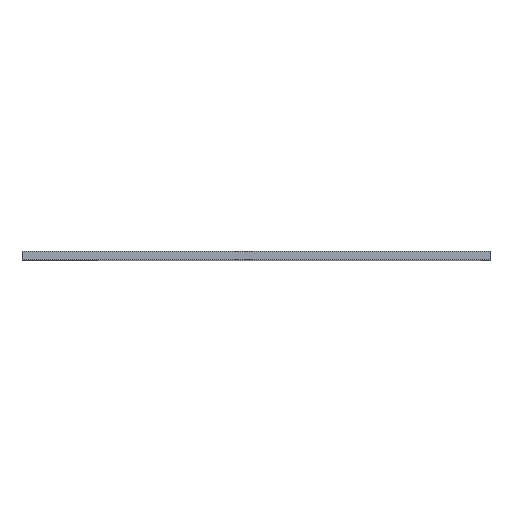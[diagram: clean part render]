
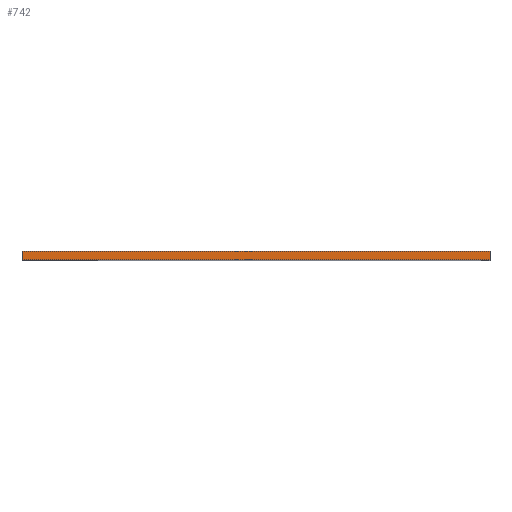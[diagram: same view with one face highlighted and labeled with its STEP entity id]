
A CAD part, top view. The second image highlights one B-rep face of the part: STEP entity #742.
In plain terms, the highlighted planar face has unit normal (0, 0, 1).
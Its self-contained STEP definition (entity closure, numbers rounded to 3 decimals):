
#3 = CARTESIAN_POINT ( 'NONE',  ( 55., 0., 89.698 ) ) ;
#10 = ORIENTED_EDGE ( 'NONE', *, *, #962, .T. ) ;
#12 = VERTEX_POINT ( 'NONE', #3 ) ;
#30 = EDGE_CURVE ( 'NONE', #942, #189, #307, .T. ) ;
#42 = CARTESIAN_POINT ( 'NONE',  ( -55., 0., 89.698 ) ) ;
#54 = VERTEX_POINT ( 'NONE', #407 ) ;
#118 = CARTESIAN_POINT ( 'NONE',  ( -55., -2., 89.698 ) ) ;
#189 = VERTEX_POINT ( 'NONE', #42 ) ;
#307 = LINE ( 'NONE', #555, #601 ) ;
#321 = LINE ( 'NONE', #892, #477 ) ;
#395 = DIRECTION ( 'NONE',  ( 0., 0., 1. ) ) ;
#407 = CARTESIAN_POINT ( 'NONE',  ( 55., -2., 89.698 ) ) ;
#418 = ORIENTED_EDGE ( 'NONE', *, *, #976, .T. ) ;
#444 = AXIS2_PLACEMENT_3D ( 'NONE', #858, #395, #633 ) ;
#477 = VECTOR ( 'NONE', #817, 1000. ) ;
#545 = DIRECTION ( 'NONE',  ( 0., 1., 0. ) ) ;
#555 = CARTESIAN_POINT ( 'NONE',  ( -55., -2., 89.698 ) ) ;
#579 = EDGE_LOOP ( 'NONE', ( #816, #697, #418, #10 ) ) ;
#601 = VECTOR ( 'NONE', #545, 1000. ) ;
#625 = VECTOR ( 'NONE', #740, 1000. ) ;
#633 = DIRECTION ( 'NONE',  ( 1., 0., 0. ) ) ;
#671 = LINE ( 'NONE', #909, #823 ) ;
#697 = ORIENTED_EDGE ( 'NONE', *, *, #30, .F. ) ;
#740 = DIRECTION ( 'NONE',  ( 1., 0., 0. ) ) ;
#742 = ADVANCED_FACE ( 'NONE', ( #920 ), #863, .T. ) ;
#816 = ORIENTED_EDGE ( 'NONE', *, *, #1002, .F. ) ;
#817 = DIRECTION ( 'NONE',  ( 0., 1., 0. ) ) ;
#823 = VECTOR ( 'NONE', #985, 1000. ) ;
#858 = CARTESIAN_POINT ( 'NONE',  ( -55., -2., 89.698 ) ) ;
#863 = PLANE ( 'NONE',  #444 ) ;
#879 = LINE ( 'NONE', #980, #625 ) ;
#892 = CARTESIAN_POINT ( 'NONE',  ( 55., -2., 89.698 ) ) ;
#909 = CARTESIAN_POINT ( 'NONE',  ( -55., -2., 89.698 ) ) ;
#920 = FACE_OUTER_BOUND ( 'NONE', #579, .T. ) ;
#942 = VERTEX_POINT ( 'NONE', #118 ) ;
#962 = EDGE_CURVE ( 'NONE', #54, #12, #321, .T. ) ;
#976 = EDGE_CURVE ( 'NONE', #942, #54, #671, .T. ) ;
#980 = CARTESIAN_POINT ( 'NONE',  ( -55., 0., 89.698 ) ) ;
#985 = DIRECTION ( 'NONE',  ( 1., 0., 0. ) ) ;
#1002 = EDGE_CURVE ( 'NONE', #189, #12, #879, .T. ) ;
